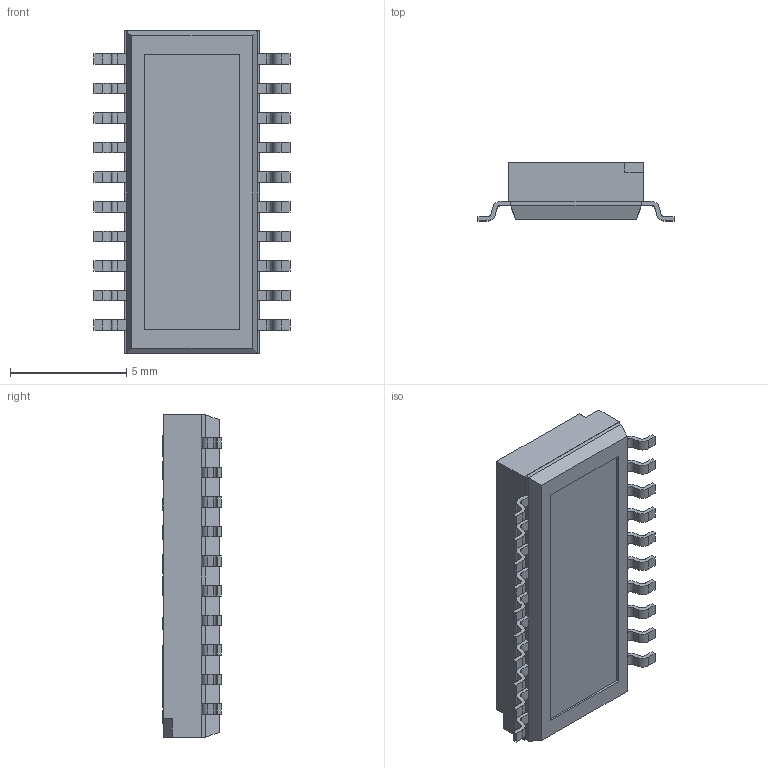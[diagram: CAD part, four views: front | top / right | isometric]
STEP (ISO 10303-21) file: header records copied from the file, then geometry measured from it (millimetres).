
FILE_DESCRIPTION (( 'STEP AP203' ), '1' );
FILE_NAME ('218010LPS.STEP', '2019-04-25T01:57:44', ( '' ), ( '' ), 'SwSTEP 2.0', 'SolidWorks 2019', '' );
FILE_SCHEMA (( 'CONFIG_CONTROL_DESIGN' ));
Length unit declared in the file: millimetre
Products named in the file (5): 218010LPS; 218-02-010; 218-40-010; 218 terminal lead frame; 218-56-003
Assembly tree (22 placements, depth 2):
  218010LPS
    218-02-010
    218-40-010
    218 terminal lead frame  x10
    218-56-003  x10
Bounding box: 8.43 x 2.51 x 13.87 mm (x, y, z)
Volume: 164.9 mm3; surface area: 834.9 mm2
Topology: 32 solids, 32 shells, 1980 faces, 5564 edges, 3680 vertices
Faces by surface type: plane 1233, cylinder 529, bspline 218
Entity records: 39271 total; most frequent: CARTESIAN_POINT 16858, ORIENTED_EDGE 5008, DIRECTION 3514, EDGE_CURVE 2504, LINE 1902, VECTOR 1902, VERTEX_POINT 1664, EDGE_LOOP 916
